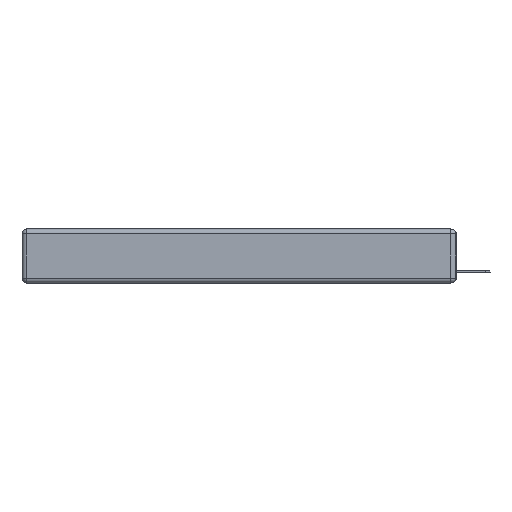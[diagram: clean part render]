
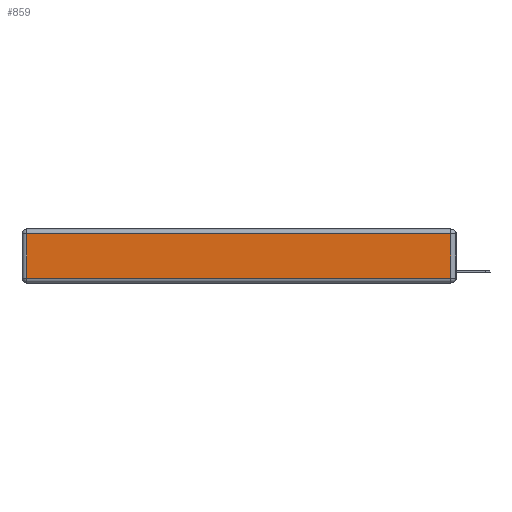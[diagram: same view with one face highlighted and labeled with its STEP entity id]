
A CAD part, left-side view. The second image highlights one B-rep face of the part: STEP entity #859.
In plain terms, the highlighted planar face has unit normal (-1, 0, 0).
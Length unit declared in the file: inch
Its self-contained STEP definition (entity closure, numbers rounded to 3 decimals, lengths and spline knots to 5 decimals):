
#465 = ORIENTED_EDGE ( 'NONE', *, *, #15767, .T. ) ;
#859 = ADVANCED_FACE ( 'NONE', ( #3891 ), #16803, .T. ) ;
#967 = VECTOR ( 'NONE', #13487, 39.37008 ) ;
#1738 = VECTOR ( 'NONE', #11617, 39.37008 ) ;
#2264 = DIRECTION ( 'NONE',  ( -1., 0., 0. ) ) ;
#3767 = CARTESIAN_POINT ( 'NONE',  ( 0., 0.03, -0.313 ) ) ;
#3891 = FACE_OUTER_BOUND ( 'NONE', #16184, .T. ) ;
#3959 = CARTESIAN_POINT ( 'NONE',  ( 0., 2.72, -0.313 ) ) ;
#4396 = ORIENTED_EDGE ( 'NONE', *, *, #16022, .T. ) ;
#4977 = LINE ( 'NONE', #16743, #15555 ) ;
#5204 = CARTESIAN_POINT ( 'NONE',  ( 0., 2.72, -0.03 ) ) ;
#5535 = CARTESIAN_POINT ( 'NONE',  ( 0., 2.72, -0.343 ) ) ;
#5832 = CARTESIAN_POINT ( 'NONE',  ( 0., 0., -0.313 ) ) ;
#7244 = VERTEX_POINT ( 'NONE', #5204 ) ;
#7273 = VERTEX_POINT ( 'NONE', #3959 ) ;
#8515 = DIRECTION ( 'NONE',  ( 0., 0., -1. ) ) ;
#8832 = VERTEX_POINT ( 'NONE', #3767 ) ;
#9026 = DIRECTION ( 'NONE',  ( 0., 1., 0. ) ) ;
#9590 = ORIENTED_EDGE ( 'NONE', *, *, #13850, .T. ) ;
#10699 = EDGE_CURVE ( 'NONE', #8832, #16436, #17732, .T. ) ;
#11432 = LINE ( 'NONE', #5832, #1738 ) ;
#11617 = DIRECTION ( 'NONE',  ( 0., -1., 0. ) ) ;
#12134 = CARTESIAN_POINT ( 'NONE',  ( 0., 0.03, -0.343 ) ) ;
#13487 = DIRECTION ( 'NONE',  ( 0., 0., 1. ) ) ;
#13850 = EDGE_CURVE ( 'NONE', #7244, #7273, #15768, .T. ) ;
#15181 = VECTOR ( 'NONE', #8515, 39.37008 ) ;
#15555 = VECTOR ( 'NONE', #9026, 39.37008 ) ;
#15604 = ORIENTED_EDGE ( 'NONE', *, *, #10699, .T. ) ;
#15767 = EDGE_CURVE ( 'NONE', #16436, #7244, #4977, .T. ) ;
#15768 = LINE ( 'NONE', #5535, #15181 ) ;
#16022 = EDGE_CURVE ( 'NONE', #7273, #8832, #11432, .T. ) ;
#16184 = EDGE_LOOP ( 'NONE', ( #4396, #15604, #465, #9590 ) ) ;
#16436 = VERTEX_POINT ( 'NONE', #16905 ) ;
#16743 = CARTESIAN_POINT ( 'NONE',  ( 0., 2.75, -0.03 ) ) ;
#16803 = PLANE ( 'NONE',  #18603 ) ;
#16905 = CARTESIAN_POINT ( 'NONE',  ( 0., 0.03, -0.03 ) ) ;
#17188 = CARTESIAN_POINT ( 'NONE',  ( 0., 0., -0.343 ) ) ;
#17732 = LINE ( 'NONE', #12134, #967 ) ;
#18531 = DIRECTION ( 'NONE',  ( 0., 0., 1. ) ) ;
#18603 = AXIS2_PLACEMENT_3D ( 'NONE', #17188, #2264, #18531 ) ;
